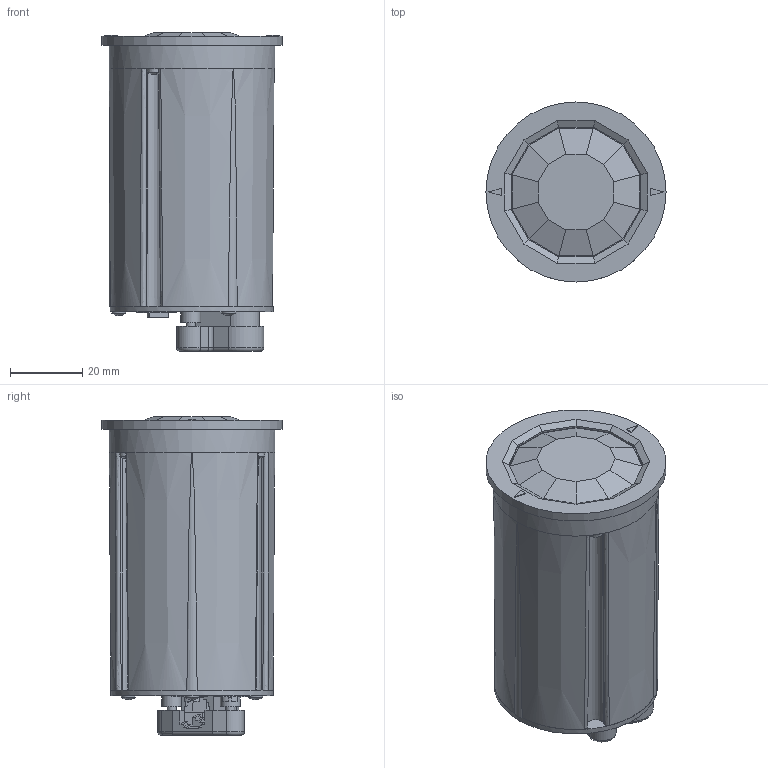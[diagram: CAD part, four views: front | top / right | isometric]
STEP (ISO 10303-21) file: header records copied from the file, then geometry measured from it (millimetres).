
FILE_DESCRIPTION(/* description */ (''),/* implementation_level */ '2;1');
FILE_NAME(/* name */ 'PS MR16 Cocka 8102.stp',/* time_stamp */ '2018-08-02T12:13:33+02:00',/* author */ ('horst'),/* organization */ (''),/* preprocessor_version */ 'ST-DEVELOPER v16.13',/* originating_system */ 'Autodesk Inventor 2018',/* authorisation */ '');
FILE_SCHEMA (('AUTOMOTIVE_DESIGN { 1 0 10303 214 3 1 1 }'));
Length unit declared in the file: millimetre
Products named in the file (1): PS MR16 Cocka 8102 Simple
Bounding box: 50 x 50 x 88.5 mm (x, y, z)
Volume: 124275.5 mm3; surface area: 19057.4 mm2
Topology: 1 solids, 3 shells, 653 faces, 1690 edges, 1100 vertices
Faces by surface type: plane 505, cylinder 80, cone 39, torus 15, sphere 8, bspline 6
Full cylindrical faces by diameter (mm): 1.333 x1, 2.05 x2, 2.256 x2, 2.5 x2, 2.7 x2, 2.75 x2, 5.5 x2, 6.5 x2, 45.25 x1, 46 x1, 50 x1
Entity records: 20000 total; most frequent: CARTESIAN_POINT 3872, ORIENTED_EDGE 3278, DIRECTION 3264, EDGE_CURVE 1639, LINE 1226, VECTOR 1226, VERTEX_POINT 1083, AXIS2_PLACEMENT_3D 1019
